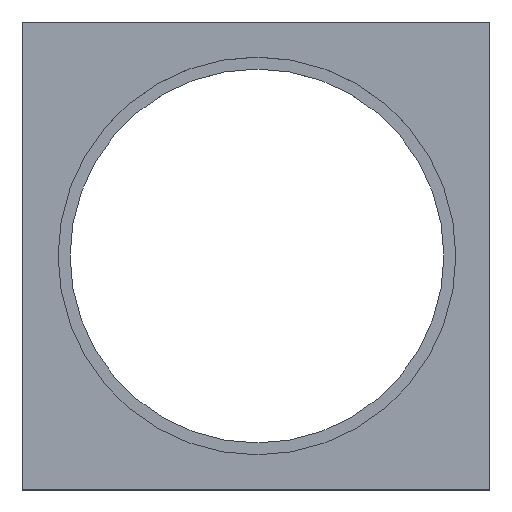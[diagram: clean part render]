
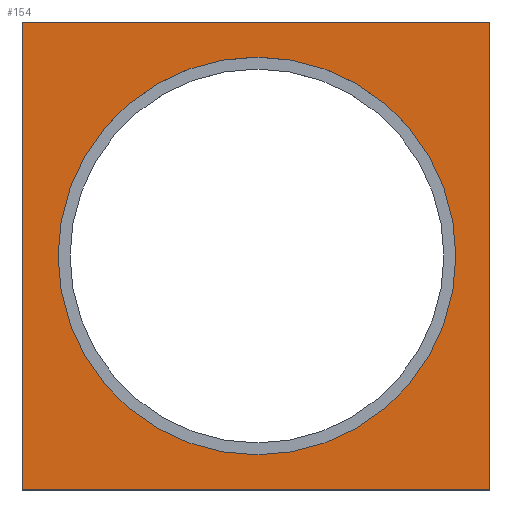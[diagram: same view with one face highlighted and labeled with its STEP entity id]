
A CAD part, top view. The second image highlights one B-rep face of the part: STEP entity #154.
In plain terms, the highlighted planar face has unit normal (0, 0, 1).
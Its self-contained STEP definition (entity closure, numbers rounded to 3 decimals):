
#22=LINE('',#251,#36);
#24=LINE('',#255,#38);
#26=LINE('',#259,#40);
#28=LINE('',#262,#42);
#36=VECTOR('',#209,10.);
#38=VECTOR('',#213,10.);
#40=VECTOR('',#217,10.);
#42=VECTOR('',#221,10.);
#47=FACE_BOUND('',#68,.T.);
#56=FACE_OUTER_BOUND('',#67,.T.);
#67=EDGE_LOOP('',(#134,#135,#136,#137));
#68=EDGE_LOOP('',(#138));
#72=CIRCLE('',#176,12.75);
#80=VERTEX_POINT('',#244);
#81=VERTEX_POINT('',#248);
#82=VERTEX_POINT('',#250);
#83=VERTEX_POINT('',#254);
#84=VERTEX_POINT('',#258);
#94=EDGE_CURVE('',#80,#80,#72,.T.);
#96=EDGE_CURVE('',#82,#81,#22,.T.);
#98=EDGE_CURVE('',#83,#82,#24,.T.);
#100=EDGE_CURVE('',#84,#83,#26,.T.);
#102=EDGE_CURVE('',#81,#84,#28,.T.);
#134=ORIENTED_EDGE('',*,*,#102,.T.);
#135=ORIENTED_EDGE('',*,*,#100,.T.);
#136=ORIENTED_EDGE('',*,*,#98,.T.);
#137=ORIENTED_EDGE('',*,*,#96,.T.);
#138=ORIENTED_EDGE('',*,*,#94,.T.);
#145=PLANE('',#181);
#154=ADVANCED_FACE('',(#56,#47),#145,.T.);
#176=AXIS2_PLACEMENT_3D('',#246,#204,#205);
#181=AXIS2_PLACEMENT_3D('',#263,#222,#223);
#204=DIRECTION('center_axis',(0.,0.,-1.));
#205=DIRECTION('ref_axis',(1.,0.,0.));
#209=DIRECTION('',(0.,-1.,0.));
#213=DIRECTION('',(-1.,0.,0.));
#217=DIRECTION('',(0.,1.,0.));
#221=DIRECTION('',(1.,0.,0.));
#222=DIRECTION('center_axis',(0.,0.,1.));
#223=DIRECTION('ref_axis',(1.,0.,0.));
#244=CARTESIAN_POINT('',(2.313,-15.,1.5));
#246=CARTESIAN_POINT('Origin',(15.063,-15.,1.5));
#248=CARTESIAN_POINT('',(0.,-30.,1.5));
#250=CARTESIAN_POINT('',(0.,0.,1.5));
#251=CARTESIAN_POINT('',(0.,-30.,1.5));
#254=CARTESIAN_POINT('',(30.,0.,1.5));
#255=CARTESIAN_POINT('',(0.,0.,1.5));
#258=CARTESIAN_POINT('',(30.,-30.,1.5));
#259=CARTESIAN_POINT('',(30.,0.,1.5));
#262=CARTESIAN_POINT('',(30.,-30.,1.5));
#263=CARTESIAN_POINT('Origin',(15.,-15.,1.5));
